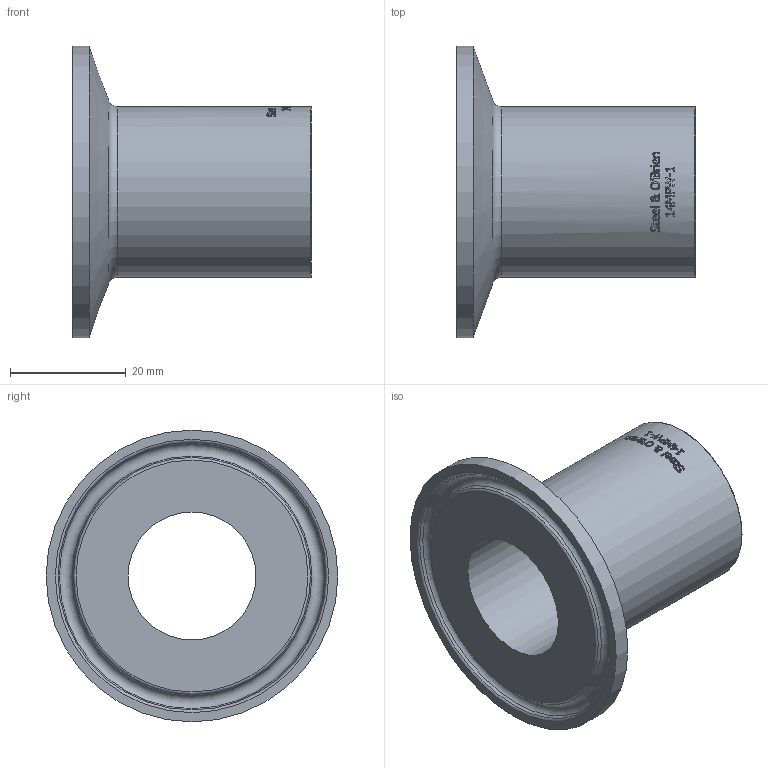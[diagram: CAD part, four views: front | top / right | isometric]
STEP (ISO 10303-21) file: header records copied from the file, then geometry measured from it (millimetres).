
FILE_DESCRIPTION(/* description */ (''),/* implementation_level */ '2;1');
FILE_NAME(/* name */ '14MPW-1.stp',/* time_stamp */ '2019-03-29T08:33:57-04:00',/* author */ ('rick'),/* organization */ (''),/* preprocessor_version */ 'ST-DEVELOPER v15.2',/* originating_system */ 'Autodesk Inventor 2014',/* authorisation */ '');
FILE_SCHEMA (('AUTOMOTIVE_DESIGN { 1 0 10303 214 3 1 1 }'));
Length unit declared in the file: inch
Products named in the file (1): 14MPW-1
Bounding box: 41.27 x 50.39 x 50.39 mm (x, y, z)
Volume: 17886.9 mm3; surface area: 10022.5 mm2
Topology: 1 solids, 1 shells, 327 faces, 870 edges, 577 vertices
Faces by surface type: plane 155, bspline 129, cylinder 34, torus 6, cone 3
Full cylindrical faces by diameter (mm): 22.098 x1, 29.464 x1, 50.394 x1
Entity records: 12599 total; most frequent: CARTESIAN_POINT 5136, ORIENTED_EDGE 1716, DIRECTION 1197, EDGE_CURVE 858, VERTEX_POINT 577, LINE 401, VECTOR 401, AXIS2_PLACEMENT_3D 398
